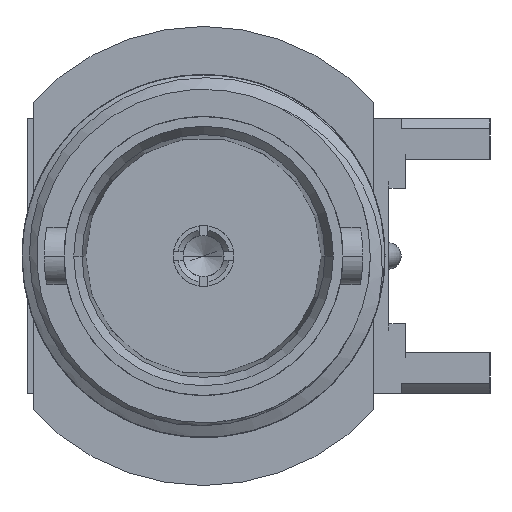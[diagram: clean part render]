
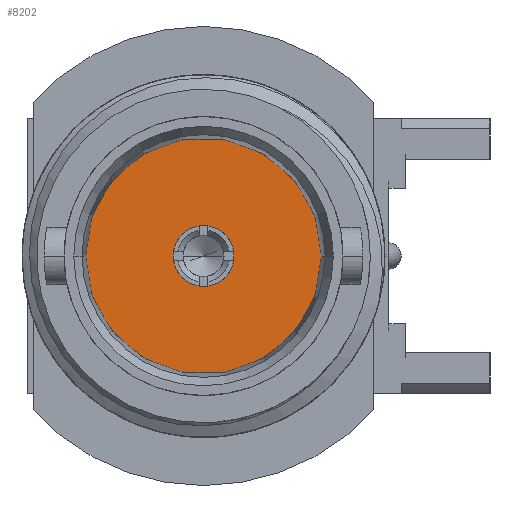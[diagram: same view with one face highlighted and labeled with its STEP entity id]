
A CAD part, left-side view. The second image highlights one B-rep face of the part: STEP entity #8202.
In plain terms, the highlighted planar face has unit normal (-1, 0, 0).
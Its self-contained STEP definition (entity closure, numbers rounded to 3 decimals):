
#3226=CARTESIAN_POINT('',(-19.84,0.,0.));
#3227=DIRECTION('',(1.,0.,0.));
#3228=DIRECTION('',(0.,-1.,0.));
#3229=AXIS2_PLACEMENT_3D('',#3226,#3227,#3228);
#3239=CARTESIAN_POINT('',(-19.84,0.,0.));
#3240=DIRECTION('',(1.,0.,0.));
#3241=DIRECTION('',(0.,1.,0.));
#3242=AXIS2_PLACEMENT_3D('',#3239,#3240,#3241);
#3244=CARTESIAN_POINT('',(-19.84,0.,0.));
#3245=DIRECTION('',(1.,0.,0.));
#3246=DIRECTION('',(0.,-1.,0.));
#3247=AXIS2_PLACEMENT_3D('',#3244,#3245,#3246);
#3249=CARTESIAN_POINT('',(-19.84,0.,0.));
#3250=DIRECTION('',(1.,0.,0.));
#3251=DIRECTION('',(0.,1.,0.));
#3252=AXIS2_PLACEMENT_3D('',#3249,#3250,#3251);
#4209=CARTESIAN_POINT('',(-19.84,4.075,0.));
#4210=CARTESIAN_POINT('',(-19.84,-4.075,0.));
#4211=VERTEX_POINT('',#4209);
#4212=VERTEX_POINT('',#4210);
#4315=CARTESIAN_POINT('',(-19.84,1.05,0.));
#4316=CARTESIAN_POINT('',(-19.84,-1.05,0.));
#4317=VERTEX_POINT('',#4315);
#4318=VERTEX_POINT('',#4316);
#8186=CARTESIAN_POINT('',(-19.84,0.,0.));
#8187=DIRECTION('',(1.,0.,0.));
#8188=DIRECTION('',(0.,-1.,0.));
#8189=AXIS2_PLACEMENT_3D('',#8186,#8187,#8188);
#8190=PLANE('',#8189);
#8192=ORIENTED_EDGE('',*,*,#8191,.T.);
#8193=ORIENTED_EDGE('',*,*,#8176,.T.);
#8194=EDGE_LOOP('',(#8192,#8193));
#8195=FACE_OUTER_BOUND('',#8194,.F.);
#8197=ORIENTED_EDGE('',*,*,#8196,.F.);
#8199=ORIENTED_EDGE('',*,*,#8198,.F.);
#8200=EDGE_LOOP('',(#8197,#8199));
#8201=FACE_BOUND('',#8200,.F.);
#8202=ADVANCED_FACE('',(#8195,#8201),#8190,.F.);
#3230=CIRCLE('',#3229,4.075);
#3243=CIRCLE('',#3242,1.05);
#3248=CIRCLE('',#3247,1.05);
#3253=CIRCLE('',#3252,4.075);
#8176=EDGE_CURVE('',#4212,#4211,#3230,.T.);
#8191=EDGE_CURVE('',#4211,#4212,#3253,.T.);
#8196=EDGE_CURVE('',#4317,#4318,#3243,.T.);
#8198=EDGE_CURVE('',#4318,#4317,#3248,.T.);
